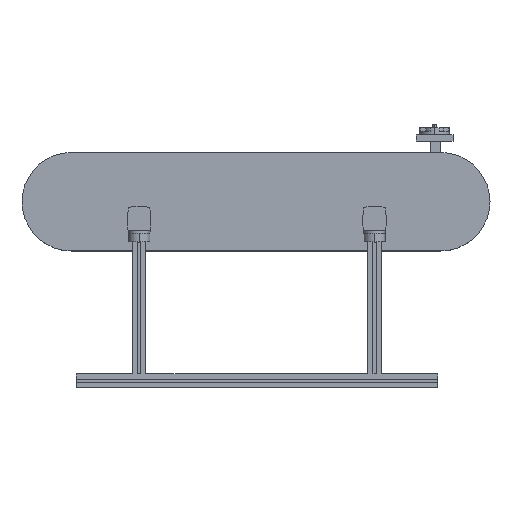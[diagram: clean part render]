
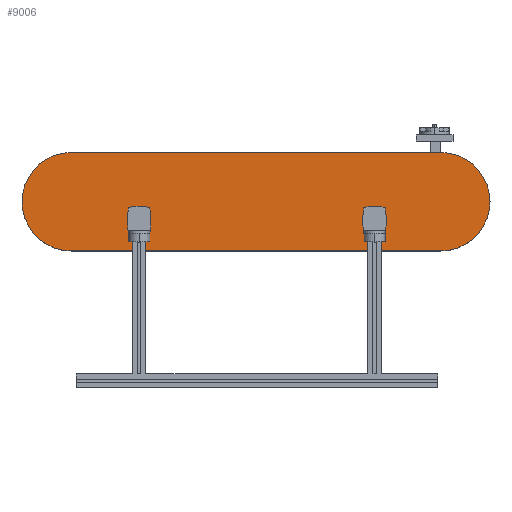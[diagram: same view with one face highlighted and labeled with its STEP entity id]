
A CAD part, top view. The second image highlights one B-rep face of the part: STEP entity #9006.
In plain terms, the highlighted planar face has unit normal (0, 0, 1).
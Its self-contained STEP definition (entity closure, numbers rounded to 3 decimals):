
#208 = CIRCLE ( 'NONE', #1361, 298.704 ) ;
#232 = CIRCLE ( 'NONE', #5579, 259.963 ) ;
#256 = CIRCLE ( 'NONE', #5591, 200. ) ;
#677 = EDGE_LOOP ( 'NONE', ( #4615, #3850, #4878, #4673, #4714 ) ) ;
#687 = EDGE_LOOP ( 'NONE', ( #4480, #4642, #4597, #4666, #4684 ) ) ;
#1314 = EDGE_LOOP ( 'NONE', ( #4657, #4858, #4664, #4853, #4848 ) ) ;
#1361 = AXIS2_PLACEMENT_3D ( 'NONE', #11077, #11050, #11048 ) ;
#1659 = DIRECTION ( 'NONE',  ( -1., 0., 0. ) ) ;
#1660 = DIRECTION ( 'NONE',  ( 0., 0., 1. ) ) ;
#1661 = CARTESIAN_POINT ( 'NONE',  ( -52.647, -76.774, 120. ) ) ;
#1672 = DIRECTION ( 'NONE',  ( -1., 0., 0. ) ) ;
#1673 = DIRECTION ( 'NONE',  ( 0., 0., 1. ) ) ;
#1674 = CARTESIAN_POINT ( 'NONE',  ( 198.366, -140.491, 120. ) ) ;
#1691 = DIRECTION ( 'NONE',  ( 1., 0., 0. ) ) ;
#1692 = DIRECTION ( 'NONE',  ( 0., 0., 1. ) ) ;
#1693 = CARTESIAN_POINT ( 'NONE',  ( 409.954, -76.774, 120. ) ) ;
#1703 = DIRECTION ( 'NONE',  ( -1., 0., 0. ) ) ;
#1704 = CARTESIAN_POINT ( 'NONE',  ( -77.397, 200., 120. ) ) ;
#1713 = DIRECTION ( 'NONE',  ( 1., 0., 0. ) ) ;
#1716 = DIRECTION ( 'NONE',  ( 0., 0., 1. ) ) ;
#1717 = CARTESIAN_POINT ( 'NONE',  ( 1422.603, 0., 120. ) ) ;
#1729 = DIRECTION ( 'NONE',  ( 1., 0., 0. ) ) ;
#1732 = CARTESIAN_POINT ( 'NONE',  ( -77.397, -200., 120. ) ) ;
#1742 = DIRECTION ( 'NONE',  ( 1., 0., 0. ) ) ;
#1744 = DIRECTION ( 'NONE',  ( 0., 0., 1. ) ) ;
#1745 = CARTESIAN_POINT ( 'NONE',  ( -77.397, 0., 120. ) ) ;
#1750 = DIRECTION ( 'NONE',  ( 1., 0., 0. ) ) ;
#1751 = DIRECTION ( 'NONE',  ( 0., 0., -1. ) ) ;
#1753 = CARTESIAN_POINT ( 'NONE',  ( 1153.634, -140.491, 120. ) ) ;
#1758 = DIRECTION ( 'NONE',  ( 1., 0., 0. ) ) ;
#1760 = DIRECTION ( 'NONE',  ( 0., 0., -1. ) ) ;
#1761 = CARTESIAN_POINT ( 'NONE',  ( 1404.647, -76.774, 120. ) ) ;
#1766 = DIRECTION ( 'NONE',  ( -1., 0., 0. ) ) ;
#1768 = DIRECTION ( 'NONE',  ( 0., 0., -1. ) ) ;
#1769 = CARTESIAN_POINT ( 'NONE',  ( 942.046, -76.774, 120. ) ) ;
#1772 = CARTESIAN_POINT ( 'NONE',  ( 1196.82, -128.455, 120. ) ) ;
#1777 = DIRECTION ( 'NONE',  ( -1., 0., 0. ) ) ;
#1788 = CARTESIAN_POINT ( 'NONE',  ( 155.18, -128.455, 120. ) ) ;
#1797 = DIRECTION ( 'NONE',  ( 1., 0., 0. ) ) ;
#2469 = CARTESIAN_POINT ( 'NONE',  ( 149.991, -76.774, 120. ) ) ;
#2679 = EDGE_CURVE ( 'NONE', #4476, #4439, #208, .T. ) ;
#2736 = EDGE_CURVE ( 'NONE', #4761, #4463, #232, .T. ) ;
#2739 = EDGE_CURVE ( 'NONE', #3997, #4447, #256, .T. ) ;
#3051 = EDGE_CURVE ( 'NONE', #4463, #10203, #8222, .T. ) ;
#3055 = EDGE_CURVE ( 'NONE', #10205, #10204, #8206, .T. ) ;
#3056 = EDGE_CURVE ( 'NONE', #10204, #4476, #8201, .T. ) ;
#3057 = EDGE_CURVE ( 'NONE', #4439, #10207, #8200, .T. ) ;
#3058 = EDGE_CURVE ( 'NONE', #10207, #10205, #8198, .T. ) ;
#3060 = EDGE_CURVE ( 'NONE', #10194, #3997, #8196, .T. ) ;
#3065 = EDGE_CURVE ( 'NONE', #4447, #10196, #8186, .T. ) ;
#3068 = EDGE_CURVE ( 'NONE', #10196, #10148, #8179, .T. ) ;
#3073 = EDGE_CURVE ( 'NONE', #10148, #10194, #8169, .T. ) ;
#3076 = EDGE_CURVE ( 'NONE', #10195, #4761, #8163, .T. ) ;
#3083 = EDGE_CURVE ( 'NONE', #10192, #10195, #8161, .T. ) ;
#3088 = EDGE_CURVE ( 'NONE', #10203, #10192, #8143, .T. ) ;
#3312 = AXIS2_PLACEMENT_3D ( 'NONE', #6994, #6995, #6996 ) ;
#3613 = FACE_BOUND ( 'NONE', #1314, .T. ) ;
#3617 = FACE_OUTER_BOUND ( 'NONE', #687, .T. ) ;
#3621 = FACE_BOUND ( 'NONE', #677, .T. ) ;
#3850 = ORIENTED_EDGE ( 'NONE', *, *, #3056, .T. ) ;
#3997 = VERTEX_POINT ( 'NONE', #6225 ) ;
#4439 = VERTEX_POINT ( 'NONE', #6228 ) ;
#4447 = VERTEX_POINT ( 'NONE', #6209 ) ;
#4463 = VERTEX_POINT ( 'NONE', #6211 ) ;
#4476 = VERTEX_POINT ( 'NONE', #6189 ) ;
#4480 = ORIENTED_EDGE ( 'NONE', *, *, #3060, .T. ) ;
#4597 = ORIENTED_EDGE ( 'NONE', *, *, #3065, .T. ) ;
#4615 = ORIENTED_EDGE ( 'NONE', *, *, #3055, .T. ) ;
#4642 = ORIENTED_EDGE ( 'NONE', *, *, #2739, .T. ) ;
#4657 = ORIENTED_EDGE ( 'NONE', *, *, #3051, .F. ) ;
#4664 = ORIENTED_EDGE ( 'NONE', *, *, #3076, .F. ) ;
#4666 = ORIENTED_EDGE ( 'NONE', *, *, #3068, .T. ) ;
#4673 = ORIENTED_EDGE ( 'NONE', *, *, #3057, .T. ) ;
#4684 = ORIENTED_EDGE ( 'NONE', *, *, #3073, .T. ) ;
#4714 = ORIENTED_EDGE ( 'NONE', *, *, #3058, .T. ) ;
#4761 = VERTEX_POINT ( 'NONE', #2469 ) ;
#4848 = ORIENTED_EDGE ( 'NONE', *, *, #3088, .F. ) ;
#4853 = ORIENTED_EDGE ( 'NONE', *, *, #3083, .F. ) ;
#4858 = ORIENTED_EDGE ( 'NONE', *, *, #2736, .F. ) ;
#4878 = ORIENTED_EDGE ( 'NONE', *, *, #2679, .T. ) ;
#5579 = AXIS2_PLACEMENT_3D ( 'NONE', #11212, #11285, #11257 ) ;
#5591 = AXIS2_PLACEMENT_3D ( 'NONE', #11316, #11241, #11146 ) ;
#5711 = AXIS2_PLACEMENT_3D ( 'NONE', #1753, #1751, #1750 ) ;
#5731 = AXIS2_PLACEMENT_3D ( 'NONE', #1661, #1660, #1659 ) ;
#5733 = AXIS2_PLACEMENT_3D ( 'NONE', #1674, #1673, #1672 ) ;
#5814 = AXIS2_PLACEMENT_3D ( 'NONE', #1761, #1760, #1758 ) ;
#5816 = AXIS2_PLACEMENT_3D ( 'NONE', #1769, #1768, #1766 ) ;
#5827 = AXIS2_PLACEMENT_3D ( 'NONE', #1693, #1692, #1691 ) ;
#5829 = AXIS2_PLACEMENT_3D ( 'NONE', #1745, #1744, #1742 ) ;
#5831 = AXIS2_PLACEMENT_3D ( 'NONE', #1717, #1716, #1713 ) ;
#6189 = CARTESIAN_POINT ( 'NONE',  ( 1110.448, -128.455, 120. ) ) ;
#6209 = CARTESIAN_POINT ( 'NONE',  ( -77.397, -200., 120. ) ) ;
#6211 = CARTESIAN_POINT ( 'NONE',  ( 155.18, -128.455, 120. ) ) ;
#6225 = CARTESIAN_POINT ( 'NONE',  ( -277.397, 0., 120. ) ) ;
#6228 = CARTESIAN_POINT ( 'NONE',  ( 1105.943, -76.774, 120. ) ) ;
#6988 = PLANE ( 'NONE',  #3312 ) ;
#6994 = CARTESIAN_POINT ( 'NONE',  ( -77.397, 0., 120. ) ) ;
#6995 = DIRECTION ( 'NONE',  ( 0., 0., 1. ) ) ;
#6996 = DIRECTION ( 'NONE',  ( 1., 0., 0. ) ) ;
#8143 = CIRCLE ( 'NONE', #5731, 298.704 ) ;
#8161 = CIRCLE ( 'NONE', #5733, 123.215 ) ;
#8163 = CIRCLE ( 'NONE', #5827, 259.963 ) ;
#8166 = VECTOR ( 'NONE', #1703, 1000. ) ;
#8169 = LINE ( 'NONE', #1704, #8166 ) ;
#8179 = CIRCLE ( 'NONE', #5831, 200. ) ;
#8182 = VECTOR ( 'NONE', #1729, 1000. ) ;
#8186 = LINE ( 'NONE', #1732, #8182 ) ;
#8196 = CIRCLE ( 'NONE', #5829, 200. ) ;
#8198 = CIRCLE ( 'NONE', #5711, 123.215 ) ;
#8199 = VECTOR ( 'NONE', #1777, 1000. ) ;
#8200 = CIRCLE ( 'NONE', #5814, 298.704 ) ;
#8201 = LINE ( 'NONE', #1772, #8199 ) ;
#8206 = CIRCLE ( 'NONE', #5816, 259.963 ) ;
#8207 = VECTOR ( 'NONE', #1797, 1000. ) ;
#8222 = LINE ( 'NONE', #1788, #8207 ) ;
#9006 = ADVANCED_FACE ( 'NONE', ( #3621, #3617, #3613 ), #6988, .T. ) ;
#10148 = VERTEX_POINT ( 'NONE', #10700 ) ;
#10192 = VERTEX_POINT ( 'NONE', #10739 ) ;
#10194 = VERTEX_POINT ( 'NONE', #10741 ) ;
#10195 = VERTEX_POINT ( 'NONE', #10742 ) ;
#10196 = VERTEX_POINT ( 'NONE', #10743 ) ;
#10203 = VERTEX_POINT ( 'NONE', #10749 ) ;
#10204 = VERTEX_POINT ( 'NONE', #10750 ) ;
#10205 = VERTEX_POINT ( 'NONE', #10751 ) ;
#10207 = VERTEX_POINT ( 'NONE', #10746 ) ;
#10700 = CARTESIAN_POINT ( 'NONE',  ( 1422.603, 200., 120. ) ) ;
#10739 = CARTESIAN_POINT ( 'NONE',  ( 241.552, -25.092, 120. ) ) ;
#10741 = CARTESIAN_POINT ( 'NONE',  ( -77.397, 200., 120. ) ) ;
#10742 = CARTESIAN_POINT ( 'NONE',  ( 155.18, -25.092, 120. ) ) ;
#10743 = CARTESIAN_POINT ( 'NONE',  ( 1422.603, -200., 120. ) ) ;
#10746 = CARTESIAN_POINT ( 'NONE',  ( 1110.448, -25.092, 120. ) ) ;
#10749 = CARTESIAN_POINT ( 'NONE',  ( 241.552, -128.455, 120. ) ) ;
#10750 = CARTESIAN_POINT ( 'NONE',  ( 1196.82, -128.455, 120. ) ) ;
#10751 = CARTESIAN_POINT ( 'NONE',  ( 1196.82, -25.092, 120. ) ) ;
#11048 = DIRECTION ( 'NONE',  ( 1., 0., 0. ) ) ;
#11050 = DIRECTION ( 'NONE',  ( 0., 0., -1. ) ) ;
#11077 = CARTESIAN_POINT ( 'NONE',  ( 1404.647, -76.774, 120. ) ) ;
#11146 = DIRECTION ( 'NONE',  ( 1., 0., 0. ) ) ;
#11212 = CARTESIAN_POINT ( 'NONE',  ( 409.954, -76.774, 120. ) ) ;
#11241 = DIRECTION ( 'NONE',  ( 0., 0., 1. ) ) ;
#11257 = DIRECTION ( 'NONE',  ( 1., 0., 0. ) ) ;
#11285 = DIRECTION ( 'NONE',  ( 0., 0., 1. ) ) ;
#11316 = CARTESIAN_POINT ( 'NONE',  ( -77.397, 0., 120. ) ) ;
